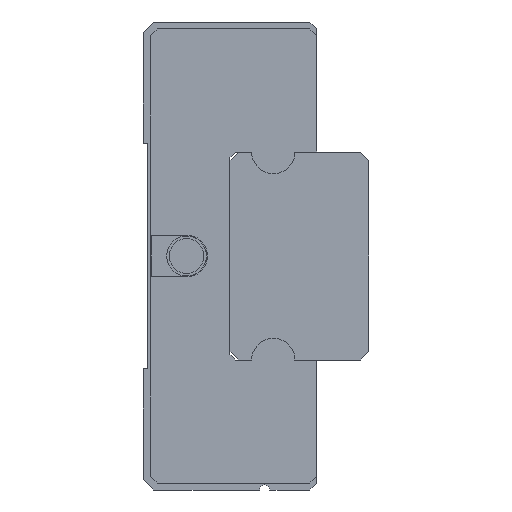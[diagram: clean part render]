
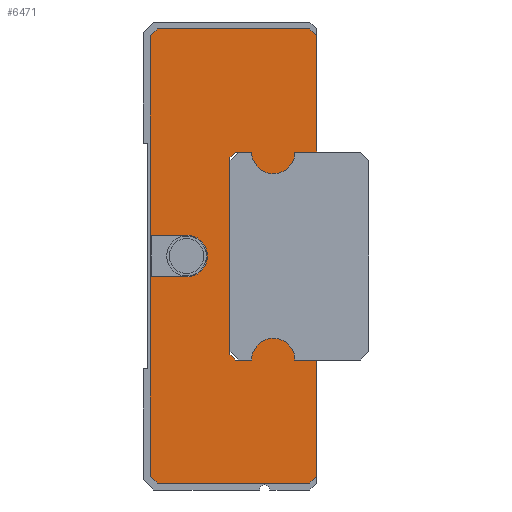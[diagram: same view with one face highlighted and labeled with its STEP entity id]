
A CAD part, left-side view. The second image highlights one B-rep face of the part: STEP entity #6471.
In plain terms, the highlighted face is planar.
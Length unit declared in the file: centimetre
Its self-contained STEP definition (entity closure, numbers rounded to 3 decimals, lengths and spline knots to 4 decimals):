
#223=CIRCLE('',#6922,1.25);
#224=CIRCLE('',#6923,1.25);
#225=CIRCLE('',#6924,1.2);
#627=FACE_OUTER_BOUND('',#1019,.T.);
#1019=EDGE_LOOP('',(#5161,#5162,#5163,#5164,#5165,#5166,#5167,#5168,#5169,
#5170,#5171,#5172,#5173,#5174,#5175,#5176,#5177,#5178,#5179,#5180,#5181,
#5182));
#1505=LINE('',#11418,#2203);
#1513=LINE('',#11433,#2211);
#1514=LINE('',#11437,#2212);
#1515=LINE('',#11439,#2213);
#1516=LINE('',#11441,#2214);
#1517=LINE('',#11443,#2215);
#1518=LINE('',#11445,#2216);
#1519=LINE('',#11447,#2217);
#1520=LINE('',#11449,#2218);
#1521=LINE('',#11453,#2219);
#1522=LINE('',#11455,#2220);
#1523=LINE('',#11456,#2221);
#1524=LINE('',#11460,#2222);
#1525=LINE('',#11462,#2223);
#1526=LINE('',#11464,#2224);
#1527=LINE('',#11466,#2225);
#1528=LINE('',#11468,#2226);
#1529=LINE('',#11470,#2227);
#1530=LINE('',#11472,#2228);
#2203=VECTOR('',#7850,10.);
#2211=VECTOR('',#7864,10.);
#2212=VECTOR('',#7867,10.);
#2213=VECTOR('',#7868,10.);
#2214=VECTOR('',#7869,10.);
#2215=VECTOR('',#7870,10.);
#2216=VECTOR('',#7871,10.);
#2217=VECTOR('',#7872,10.);
#2218=VECTOR('',#7873,10.);
#2219=VECTOR('',#7876,10.);
#2220=VECTOR('',#7877,10.);
#2221=VECTOR('',#7878,10.);
#2222=VECTOR('',#7881,10.);
#2223=VECTOR('',#7882,10.);
#2224=VECTOR('',#7883,10.);
#2225=VECTOR('',#7884,10.);
#2226=VECTOR('',#7885,10.);
#2227=VECTOR('',#7886,10.);
#2228=VECTOR('',#7887,10.);
#2936=VERTEX_POINT('',#11415);
#2937=VERTEX_POINT('',#11417);
#2941=VERTEX_POINT('',#11431);
#2942=VERTEX_POINT('',#11435);
#2943=VERTEX_POINT('',#11436);
#2944=VERTEX_POINT('',#11438);
#2945=VERTEX_POINT('',#11440);
#2946=VERTEX_POINT('',#11442);
#2947=VERTEX_POINT('',#11444);
#2948=VERTEX_POINT('',#11446);
#2949=VERTEX_POINT('',#11448);
#2950=VERTEX_POINT('',#11450);
#2951=VERTEX_POINT('',#11452);
#2952=VERTEX_POINT('',#11454);
#2953=VERTEX_POINT('',#11457);
#2954=VERTEX_POINT('',#11459);
#2955=VERTEX_POINT('',#11461);
#2956=VERTEX_POINT('',#11463);
#2957=VERTEX_POINT('',#11465);
#2958=VERTEX_POINT('',#11467);
#2959=VERTEX_POINT('',#11469);
#2960=VERTEX_POINT('',#11471);
#3716=EDGE_CURVE('',#2937,#2936,#1505,.T.);
#3724=EDGE_CURVE('',#2936,#2941,#1513,.T.);
#3725=EDGE_CURVE('',#2942,#2943,#1514,.T.);
#3726=EDGE_CURVE('',#2943,#2944,#1515,.T.);
#3727=EDGE_CURVE('',#2944,#2945,#1516,.T.);
#3728=EDGE_CURVE('',#2945,#2946,#1517,.T.);
#3729=EDGE_CURVE('',#2946,#2947,#1518,.T.);
#3730=EDGE_CURVE('',#2947,#2948,#1519,.T.);
#3731=EDGE_CURVE('',#2948,#2949,#1520,.T.);
#3732=EDGE_CURVE('',#2949,#2950,#223,.T.);
#3733=EDGE_CURVE('',#2950,#2951,#1521,.T.);
#3734=EDGE_CURVE('',#2951,#2952,#1522,.T.);
#3735=EDGE_CURVE('',#2952,#2937,#1523,.T.);
#3736=EDGE_CURVE('',#2941,#2953,#224,.T.);
#3737=EDGE_CURVE('',#2953,#2954,#1524,.T.);
#3738=EDGE_CURVE('',#2954,#2955,#1525,.T.);
#3739=EDGE_CURVE('',#2955,#2956,#1526,.T.);
#3740=EDGE_CURVE('',#2956,#2957,#1527,.T.);
#3741=EDGE_CURVE('',#2957,#2958,#1528,.T.);
#3742=EDGE_CURVE('',#2958,#2959,#1529,.T.);
#3743=EDGE_CURVE('',#2959,#2960,#1530,.T.);
#3744=EDGE_CURVE('',#2960,#2942,#225,.T.);
#5161=ORIENTED_EDGE('',*,*,#3725,.T.);
#5162=ORIENTED_EDGE('',*,*,#3726,.T.);
#5163=ORIENTED_EDGE('',*,*,#3727,.T.);
#5164=ORIENTED_EDGE('',*,*,#3728,.T.);
#5165=ORIENTED_EDGE('',*,*,#3729,.T.);
#5166=ORIENTED_EDGE('',*,*,#3730,.T.);
#5167=ORIENTED_EDGE('',*,*,#3731,.T.);
#5168=ORIENTED_EDGE('',*,*,#3732,.T.);
#5169=ORIENTED_EDGE('',*,*,#3733,.T.);
#5170=ORIENTED_EDGE('',*,*,#3734,.T.);
#5171=ORIENTED_EDGE('',*,*,#3735,.T.);
#5172=ORIENTED_EDGE('',*,*,#3716,.T.);
#5173=ORIENTED_EDGE('',*,*,#3724,.T.);
#5174=ORIENTED_EDGE('',*,*,#3736,.T.);
#5175=ORIENTED_EDGE('',*,*,#3737,.T.);
#5176=ORIENTED_EDGE('',*,*,#3738,.T.);
#5177=ORIENTED_EDGE('',*,*,#3739,.T.);
#5178=ORIENTED_EDGE('',*,*,#3740,.T.);
#5179=ORIENTED_EDGE('',*,*,#3741,.T.);
#5180=ORIENTED_EDGE('',*,*,#3742,.T.);
#5181=ORIENTED_EDGE('',*,*,#3743,.T.);
#5182=ORIENTED_EDGE('',*,*,#3744,.T.);
#6149=PLANE('',#6921);
#6471=ADVANCED_FACE('',(#627),#6149,.F.);
#6921=AXIS2_PLACEMENT_3D('',#11434,#7865,#7866);
#6922=AXIS2_PLACEMENT_3D('',#11451,#7874,#7875);
#6923=AXIS2_PLACEMENT_3D('',#11458,#7879,#7880);
#6924=AXIS2_PLACEMENT_3D('',#11473,#7888,#7889);
#7850=DIRECTION('',(-0.707,-0.707,0.));
#7864=DIRECTION('',(0.,-1.,0.));
#7865=DIRECTION('center_axis',(0.,0.,1.));
#7866=DIRECTION('ref_axis',(1.,0.,0.));
#7867=DIRECTION('',(0.,1.,0.));
#7868=DIRECTION('',(1.,0.,0.));
#7869=DIRECTION('',(0.707,-0.707,0.));
#7870=DIRECTION('',(0.,-1.,0.));
#7871=DIRECTION('',(-0.707,-0.707,0.));
#7872=DIRECTION('',(-1.,0.,0.));
#7873=DIRECTION('',(0.,1.,0.));
#7874=DIRECTION('center_axis',(0.,0.,-1.));
#7875=DIRECTION('ref_axis',(0.,-1.,0.));
#7876=DIRECTION('',(0.,1.,0.));
#7877=DIRECTION('',(-0.707,0.707,0.));
#7878=DIRECTION('',(-1.,0.,0.));
#7879=DIRECTION('center_axis',(0.,0.,-1.));
#7880=DIRECTION('ref_axis',(0.,1.,0.));
#7881=DIRECTION('',(0.,-1.,0.));
#7882=DIRECTION('',(-1.,0.,0.));
#7883=DIRECTION('',(-0.707,0.707,0.));
#7884=DIRECTION('',(0.,1.,0.));
#7885=DIRECTION('',(0.707,0.707,0.));
#7886=DIRECTION('',(1.,0.,0.));
#7887=DIRECTION('',(0.,-1.,0.));
#7888=DIRECTION('center_axis',(0.,0.,1.));
#7889=DIRECTION('ref_axis',(-1.,0.,0.));
#11415=CARTESIAN_POINT('',(-6.,7.7,-22.7));
#11417=CARTESIAN_POINT('',(-5.7,8.,-22.7));
#11418=CARTESIAN_POINT('',(-5.7,8.,-22.7));
#11431=CARTESIAN_POINT('',(-6.,6.75,-22.7));
#11433=CARTESIAN_POINT('',(-6.,8.,-22.7));
#11434=CARTESIAN_POINT('Origin',(0.,8.3182,
-22.7));
#11435=CARTESIAN_POINT('',(1.2,10.5,-22.7));
#11436=CARTESIAN_POINT('',(1.2,12.6,-22.7));
#11437=CARTESIAN_POINT('',(1.2,10.5,-22.7));
#11438=CARTESIAN_POINT('',(12.7,12.6,-22.7));
#11439=CARTESIAN_POINT('',(1.2,12.6,-22.7));
#11440=CARTESIAN_POINT('',(13.1,12.2,-22.7));
#11441=CARTESIAN_POINT('',(12.7,12.6,-22.7));
#11442=CARTESIAN_POINT('',(13.1,3.4,-22.7));
#11443=CARTESIAN_POINT('',(13.1,12.2,-22.7));
#11444=CARTESIAN_POINT('',(12.7,3.,-22.7));
#11445=CARTESIAN_POINT('',(13.1,3.4,-22.7));
#11446=CARTESIAN_POINT('',(6.,3.,-22.7));
#11447=CARTESIAN_POINT('',(12.7,3.,-22.7));
#11448=CARTESIAN_POINT('',(6.,4.25,-22.7));
#11449=CARTESIAN_POINT('',(6.,3.,-22.7));
#11450=CARTESIAN_POINT('',(6.,6.75,-22.7));
#11451=CARTESIAN_POINT('Origin',(6.,5.5,-22.7));
#11452=CARTESIAN_POINT('',(6.,7.7,-22.7));
#11453=CARTESIAN_POINT('',(6.,6.75,-22.7));
#11454=CARTESIAN_POINT('',(5.7,8.,-22.7));
#11455=CARTESIAN_POINT('',(6.,7.7,-22.7));
#11456=CARTESIAN_POINT('',(6.,8.,-22.7));
#11457=CARTESIAN_POINT('',(-6.,4.25,-22.7));
#11458=CARTESIAN_POINT('Origin',(-6.,5.5,-22.7));
#11459=CARTESIAN_POINT('',(-6.,3.,-22.7));
#11460=CARTESIAN_POINT('',(-6.,4.25,-22.7));
#11461=CARTESIAN_POINT('',(-12.7,3.,-22.7));
#11462=CARTESIAN_POINT('',(-6.,3.,-22.7));
#11463=CARTESIAN_POINT('',(-13.1,3.4,-22.7));
#11464=CARTESIAN_POINT('',(-12.7,3.,-22.7));
#11465=CARTESIAN_POINT('',(-13.1,12.2,-22.7));
#11466=CARTESIAN_POINT('',(-13.1,3.4,-22.7));
#11467=CARTESIAN_POINT('',(-12.7,12.6,-22.7));
#11468=CARTESIAN_POINT('',(-13.1,12.2,-22.7));
#11469=CARTESIAN_POINT('',(-1.2,12.6,-22.7));
#11470=CARTESIAN_POINT('',(-12.7,12.6,-22.7));
#11471=CARTESIAN_POINT('',(-1.2,10.5,-22.7));
#11472=CARTESIAN_POINT('',(-1.2,12.6,-22.7));
#11473=CARTESIAN_POINT('Origin',(0.,10.5,-22.7));
